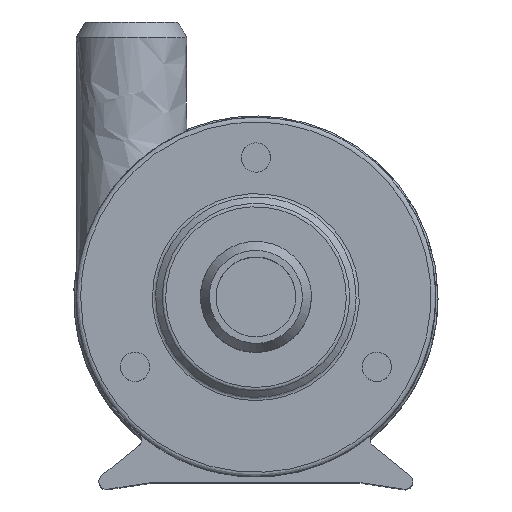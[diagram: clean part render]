
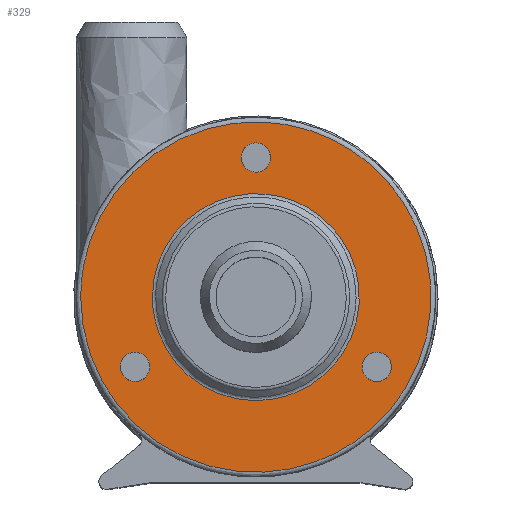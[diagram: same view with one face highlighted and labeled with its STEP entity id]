
A CAD part, top view. The second image highlights one B-rep face of the part: STEP entity #329.
In plain terms, the highlighted free-form (B-spline) face has degree [1, 1] with [2, 2] control points.
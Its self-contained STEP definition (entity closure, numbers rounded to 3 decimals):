
#329 = ADVANCED_FACE('',(#330,#344,#358,#372,#386),#400,.F.);
#330 = FACE_BOUND('',#331,.T.);
#331 = EDGE_LOOP('',(#332));
#332 = ORIENTED_EDGE('',*,*,#333,.T.);
#333 = EDGE_CURVE('',#334,#334,#336,.T.);
#334 = VERTEX_POINT('',#335);
#335 = CARTESIAN_POINT('',(-12.948,0.,0.));
#336 = ( BOUNDED_CURVE() B_SPLINE_CURVE(2,(#337,#338,#339,#340,#341,#342
,#343),.UNSPECIFIED.,.T.,.F.) B_SPLINE_CURVE_WITH_KNOTS((1,2,2,2,2,1),(
    -2.094,0.,2.094,4.189,6.283,
8.378),.UNSPECIFIED.) CURVE() GEOMETRIC_REPRESENTATION_ITEM() 
RATIONAL_B_SPLINE_CURVE((1.,0.5,1.,0.5,1.,0.5,1.)) REPRESENTATION_ITEM(
  '') );
#337 = CARTESIAN_POINT('',(-12.948,0.,0.));
#338 = CARTESIAN_POINT('',(-12.948,-22.427,
    0.));
#339 = CARTESIAN_POINT('',(6.474,-11.213,
    0.));
#340 = CARTESIAN_POINT('',(25.896,0.,
    0.));
#341 = CARTESIAN_POINT('',(6.474,11.213,
    0.));
#342 = CARTESIAN_POINT('',(-12.948,22.427,
    0.));
#343 = CARTESIAN_POINT('',(-12.948,0.,0.));
#344 = FACE_BOUND('',#345,.T.);
#345 = EDGE_LOOP('',(#346));
#346 = ORIENTED_EDGE('',*,*,#347,.T.);
#347 = EDGE_CURVE('',#348,#348,#350,.T.);
#348 = VERTEX_POINT('',#349);
#349 = CARTESIAN_POINT('',(-7.648,0.,0.));
#350 = ( BOUNDED_CURVE() B_SPLINE_CURVE(2,(#351,#352,#353,#354,#355,#356
,#357),.UNSPECIFIED.,.T.,.F.) B_SPLINE_CURVE_WITH_KNOTS((1,2,2,2,2,1),(
    -2.094,0.,2.094,4.189,6.283,
8.378),.UNSPECIFIED.) CURVE() GEOMETRIC_REPRESENTATION_ITEM() 
RATIONAL_B_SPLINE_CURVE((1.,0.5,1.,0.5,1.,0.5,1.)) REPRESENTATION_ITEM(
  '') );
#351 = CARTESIAN_POINT('',(-7.648,0.,0.));
#352 = CARTESIAN_POINT('',(-7.648,13.246,
    0.));
#353 = CARTESIAN_POINT('',(3.824,6.623,
    0.));
#354 = CARTESIAN_POINT('',(15.295,0.,
    0.));
#355 = CARTESIAN_POINT('',(3.824,-6.623,
    0.));
#356 = CARTESIAN_POINT('',(-7.648,-13.246,
    0.));
#357 = CARTESIAN_POINT('',(-7.648,0.,0.));
#358 = FACE_BOUND('',#359,.T.);
#359 = EDGE_LOOP('',(#360));
#360 = ORIENTED_EDGE('',*,*,#361,.F.);
#361 = EDGE_CURVE('',#362,#362,#364,.T.);
#362 = VERTEX_POINT('',#363);
#363 = CARTESIAN_POINT('',(-1.077,10.313,
    0.));
#364 = ( BOUNDED_CURVE() B_SPLINE_CURVE(2,(#365,#366,#367,#368,#369,#370
,#371),.UNSPECIFIED.,.T.,.F.) B_SPLINE_CURVE_WITH_KNOTS((1,2,2,2,2,1),(
    -2.094,0.,2.094,4.189,6.283,
8.378),.UNSPECIFIED.) CURVE() GEOMETRIC_REPRESENTATION_ITEM() 
RATIONAL_B_SPLINE_CURVE((1.,0.5,1.,0.5,1.,0.5,1.)) REPRESENTATION_ITEM(
  '') );
#365 = CARTESIAN_POINT('',(-1.077,10.313,
    0.));
#366 = CARTESIAN_POINT('',(-1.077,8.447,
    0.));
#367 = CARTESIAN_POINT('',(0.539,9.38,
    0.));
#368 = CARTESIAN_POINT('',(2.154,10.313,
    0.));
#369 = CARTESIAN_POINT('',(0.539,11.245,
    0.));
#370 = CARTESIAN_POINT('',(-1.077,12.178,
    0.));
#371 = CARTESIAN_POINT('',(-1.077,10.313,
    0.));
#372 = FACE_BOUND('',#373,.T.);
#373 = EDGE_LOOP('',(#374));
#374 = ORIENTED_EDGE('',*,*,#375,.F.);
#375 = EDGE_CURVE('',#376,#376,#378,.T.);
#376 = VERTEX_POINT('',#377);
#377 = CARTESIAN_POINT('',(-10.008,-5.156,
    0.));
#378 = ( BOUNDED_CURVE() B_SPLINE_CURVE(2,(#379,#380,#381,#382,#383,#384
,#385),.UNSPECIFIED.,.T.,.F.) B_SPLINE_CURVE_WITH_KNOTS((1,2,2,2,2,1),(
    -2.094,0.,2.094,4.189,6.283,
8.378),.UNSPECIFIED.) CURVE() GEOMETRIC_REPRESENTATION_ITEM() 
RATIONAL_B_SPLINE_CURVE((1.,0.5,1.,0.5,1.,0.5,1.)) REPRESENTATION_ITEM(
  '') );
#379 = CARTESIAN_POINT('',(-10.008,-5.156,
    0.));
#380 = CARTESIAN_POINT('',(-10.008,-7.022,
    0.));
#381 = CARTESIAN_POINT('',(-8.392,-6.089,
    0.));
#382 = CARTESIAN_POINT('',(-6.777,-5.156,
    0.));
#383 = CARTESIAN_POINT('',(-8.392,-4.224,
    0.));
#384 = CARTESIAN_POINT('',(-10.008,-3.291,
    0.));
#385 = CARTESIAN_POINT('',(-10.008,-5.156,
    0.));
#386 = FACE_BOUND('',#387,.T.);
#387 = EDGE_LOOP('',(#388));
#388 = ORIENTED_EDGE('',*,*,#389,.F.);
#389 = EDGE_CURVE('',#390,#390,#392,.T.);
#390 = VERTEX_POINT('',#391);
#391 = CARTESIAN_POINT('',(7.854,-5.156,
    0.));
#392 = ( BOUNDED_CURVE() B_SPLINE_CURVE(2,(#393,#394,#395,#396,#397,#398
,#399),.UNSPECIFIED.,.T.,.F.) B_SPLINE_CURVE_WITH_KNOTS((1,2,2,2,2,1),(
    -2.094,0.,2.094,4.189,6.283,
8.378),.UNSPECIFIED.) CURVE() GEOMETRIC_REPRESENTATION_ITEM() 
RATIONAL_B_SPLINE_CURVE((1.,0.5,1.,0.5,1.,0.5,1.)) REPRESENTATION_ITEM(
  '') );
#393 = CARTESIAN_POINT('',(7.854,-5.156,
    0.));
#394 = CARTESIAN_POINT('',(7.854,-7.022,
    0.));
#395 = CARTESIAN_POINT('',(9.47,-6.089,
    0.));
#396 = CARTESIAN_POINT('',(11.085,-5.156,
    0.));
#397 = CARTESIAN_POINT('',(9.47,-4.224,
    0.));
#398 = CARTESIAN_POINT('',(7.854,-3.291,
    0.));
#399 = CARTESIAN_POINT('',(7.854,-5.156,
    0.));
#400 = B_SPLINE_SURFACE_WITH_KNOTS('',1,1,(
    (#401,#402)
    ,(#403,#404
    )),.UNSPECIFIED.,.F.,.F.,.F.,(2,2),(2,2),(-11.3,11.3),(-11.3,11.3),
  .PIECEWISE_BEZIER_KNOTS.);
#401 = CARTESIAN_POINT('',(12.948,-12.948,
    0.));
#402 = CARTESIAN_POINT('',(12.948,12.948,
    0.));
#403 = CARTESIAN_POINT('',(-12.948,-12.948,
    0.));
#404 = CARTESIAN_POINT('',(-12.948,12.948,
    0.));
